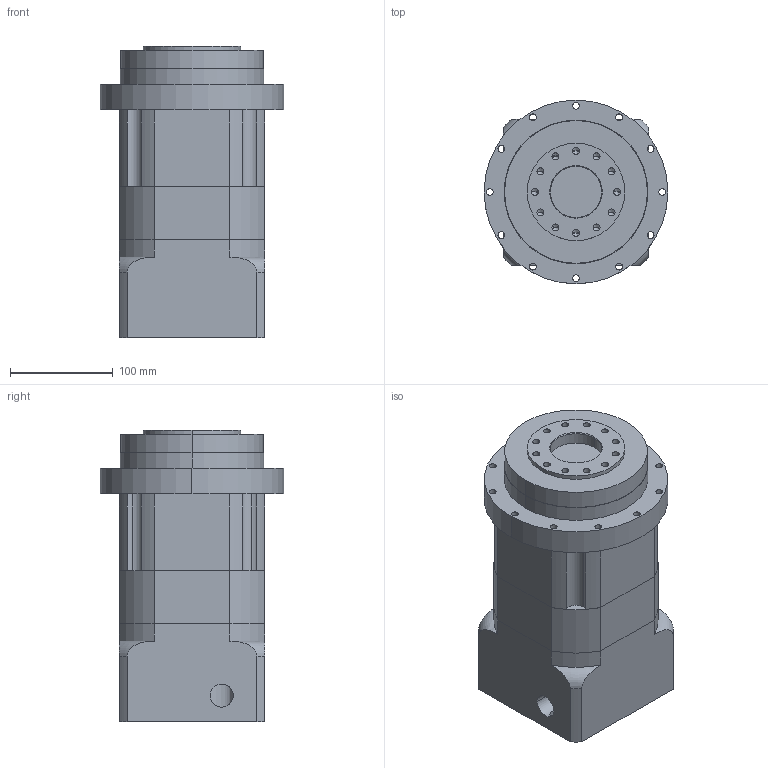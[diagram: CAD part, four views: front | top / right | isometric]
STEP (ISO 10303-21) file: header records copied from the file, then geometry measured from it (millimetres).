
FILE_DESCRIPTION (( 'STEP AP214' ), '1' );
FILE_NAME ('DF150-L2-XX-22-110-145-M8_2019.STEP', '2019-03-14T05:22:22', ( 'Y' ), ( 'NCU' ), 'SwSTEP 2.0', 'SolidWorks 2016', '' );
FILE_SCHEMA (( 'AUTOMOTIVE_DESIGN' ));
Length unit declared in the file: millimetre
Products named in the file (1): DF150-L2-XX-22-110-145-M8_2019
Bounding box: 179 x 179 x 284 mm (x, y, z)
Volume: 4920895.2 mm3; surface area: 395955.2 mm2
Topology: 4 solids, 4 shells, 322 faces, 784 edges, 490 vertices
Faces by surface type: cylinder 156, plane 112, cone 50, torus 4
Entity records: 11170 total; most frequent: CARTESIAN_POINT 2281, DIRECTION 1696, ORIENTED_EDGE 1504, EDGE_CURVE 752, AXIS2_PLACEMENT_3D 645, VERTEX_POINT 490, EDGE_LOOP 406, LINE 406
